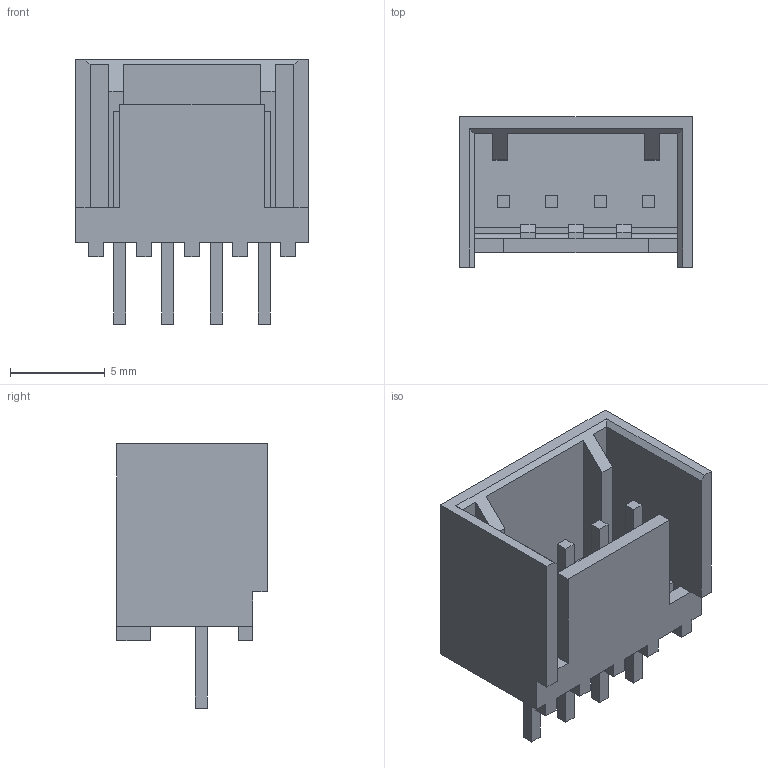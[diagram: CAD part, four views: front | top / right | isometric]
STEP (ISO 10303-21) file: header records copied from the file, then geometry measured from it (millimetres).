
FILE_DESCRIPTION((''),'2;1');
FILE_NAME('C-2-644861-4','2013-12-31T',('workeradm'),('Tyco Electronics Ltd.'),'PRO/ENGINEER BY PARAMETRIC TECHNOLOGY CORPORATION, 2013050','PRO/ENGINEER BY PARAMETRIC TECHNOLOGY CORPORATION, 2013050','');
FILE_SCHEMA(('AUTOMOTIVE_DESIGN { 1 0 10303 214 1 1 1 1 }'));
Length unit declared in the file: millimetre
Products named in the file (1): C-2-644861-4
Bounding box: 12.29 x 7.95 x 13.97 mm (x, y, z)
Volume: 396.5 mm3; surface area: 941.3 mm2
Topology: 1 solids, 1 shells, 130 faces, 347 edges, 230 vertices
Faces by surface type: plane 129, cylinder 1
Entity records: 4137 total; most frequent: CARTESIAN_POINT 709, ORIENTED_EDGE 694, DIRECTION 609, EDGE_CURVE 347, VECTOR 345, LINE 345, VERTEX_POINT 230, EDGE_LOOP 141
